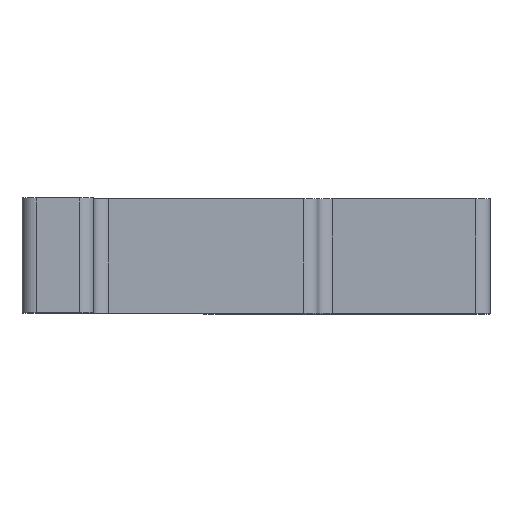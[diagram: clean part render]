
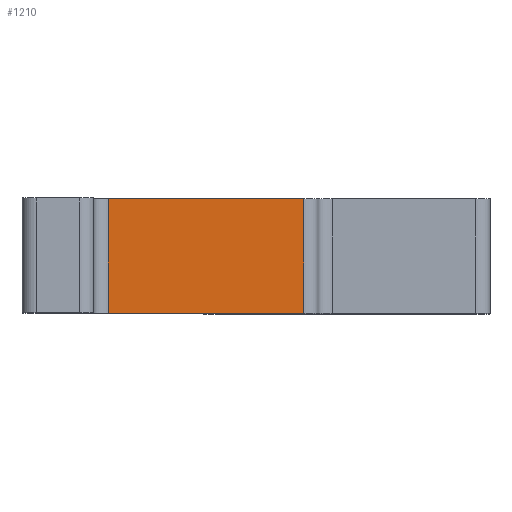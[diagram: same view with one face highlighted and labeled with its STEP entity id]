
A CAD part, top view. The second image highlights one B-rep face of the part: STEP entity #1210.
In plain terms, the highlighted planar face has unit normal (0, 0, 1).
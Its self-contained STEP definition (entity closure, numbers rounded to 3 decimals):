
#19 = ORIENTED_EDGE ( 'NONE', *, *, #732, .F. ) ;
#44 = LINE ( 'NONE', #1079, #572 ) ;
#74 = FACE_OUTER_BOUND ( 'NONE', #372, .T. ) ;
#102 = EDGE_CURVE ( 'NONE', #1244, #1072, #1254, .T. ) ;
#115 = VERTEX_POINT ( 'NONE', #1248 ) ;
#135 = EDGE_CURVE ( 'NONE', #974, #115, #512, .T. ) ;
#159 = CARTESIAN_POINT ( 'NONE',  ( 5., 0., -26. ) ) ;
#160 = ORIENTED_EDGE ( 'NONE', *, *, #1140, .T. ) ;
#162 = DIRECTION ( 'NONE',  ( 1., 0., 0. ) ) ;
#211 = DIRECTION ( 'NONE',  ( 0., -1., 0. ) ) ;
#213 = CARTESIAN_POINT ( 'NONE',  ( 19.65, 8., -26. ) ) ;
#267 = CARTESIAN_POINT ( 'NONE',  ( 6., 0., -26. ) ) ;
#288 = DIRECTION ( 'NONE',  ( 0., 0., -1. ) ) ;
#346 = AXIS2_PLACEMENT_3D ( 'NONE', #897, #288, #987 ) ;
#372 = EDGE_LOOP ( 'NONE', ( #160, #626, #19, #1084 ) ) ;
#423 = VECTOR ( 'NONE', #484, 1000. ) ;
#446 = CARTESIAN_POINT ( 'NONE',  ( 6., 0., -26. ) ) ;
#459 = VECTOR ( 'NONE', #868, 1000. ) ;
#484 = DIRECTION ( 'NONE',  ( 1., 0., 0. ) ) ;
#512 = LINE ( 'NONE', #213, #459 ) ;
#572 = VECTOR ( 'NONE', #162, 1000. ) ;
#626 = ORIENTED_EDGE ( 'NONE', *, *, #135, .T. ) ;
#702 = PLANE ( 'NONE',  #346 ) ;
#732 = EDGE_CURVE ( 'NONE', #1244, #115, #44, .T. ) ;
#796 = CARTESIAN_POINT ( 'NONE',  ( 6., 8., -26. ) ) ;
#868 = DIRECTION ( 'NONE',  ( 0., 1., 0. ) ) ;
#897 = CARTESIAN_POINT ( 'NONE',  ( 5., 8., -26. ) ) ;
#974 = VERTEX_POINT ( 'NONE', #1301 ) ;
#987 = DIRECTION ( 'NONE',  ( -1., 0., 0. ) ) ;
#1045 = LINE ( 'NONE', #159, #423 ) ;
#1072 = VERTEX_POINT ( 'NONE', #267 ) ;
#1079 = CARTESIAN_POINT ( 'NONE',  ( 5., 8., -26. ) ) ;
#1084 = ORIENTED_EDGE ( 'NONE', *, *, #102, .T. ) ;
#1140 = EDGE_CURVE ( 'NONE', #1072, #974, #1045, .T. ) ;
#1144 = VECTOR ( 'NONE', #211, 1000. ) ;
#1210 = ADVANCED_FACE ( 'NONE', ( #74 ), #702, .F. ) ;
#1244 = VERTEX_POINT ( 'NONE', #796 ) ;
#1248 = CARTESIAN_POINT ( 'NONE',  ( 19.65, 8., -26. ) ) ;
#1254 = LINE ( 'NONE', #446, #1144 ) ;
#1301 = CARTESIAN_POINT ( 'NONE',  ( 19.65, 0., -26. ) ) ;
